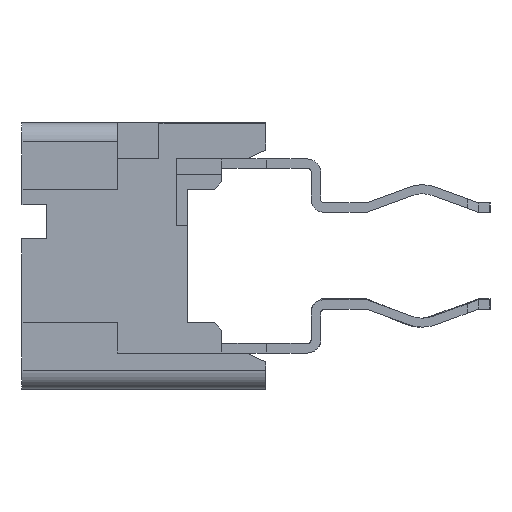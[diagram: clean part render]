
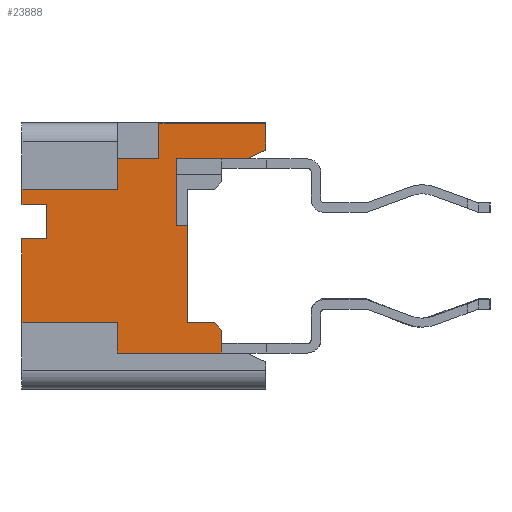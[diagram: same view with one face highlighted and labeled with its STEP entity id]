
A CAD part, left-side view. The second image highlights one B-rep face of the part: STEP entity #23888.
In plain terms, the highlighted planar face has unit normal (-1, 0, 0).
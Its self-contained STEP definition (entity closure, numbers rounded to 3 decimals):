
#27=DIRECTION('',(0.,0.,-1.));
#28=VECTOR('',#27,0.694);
#29=CARTESIAN_POINT('',(-14.875,0.,3.477));
#30=LINE('',#29,#28);
#89=DIRECTION('',(0.,1.,0.));
#90=VECTOR('',#89,0.7);
#91=CARTESIAN_POINT('',(-14.875,1.35,-1.75));
#92=LINE('',#91,#90);
#273=DIRECTION('',(0.,0.,1.));
#274=VECTOR('',#273,0.927);
#275=CARTESIAN_POINT('',(-14.875,2.8,2.55));
#276=LINE('',#275,#274);
#277=DIRECTION('',(0.,-1.,0.));
#278=VECTOR('',#277,2.8);
#279=CARTESIAN_POINT('',(-14.875,2.8,3.477));
#280=LINE('',#279,#278);
#281=DIRECTION('',(0.,0.,-1.));
#282=VECTOR('',#281,1.75);
#283=CARTESIAN_POINT('',(-14.875,2.35,2.55));
#284=LINE('',#283,#282);
#285=DIRECTION('',(0.,1.,0.));
#286=VECTOR('',#285,0.3);
#287=CARTESIAN_POINT('',(-14.875,2.05,0.8));
#288=LINE('',#287,#286);
#289=DIRECTION('',(0.,0.,-1.));
#290=VECTOR('',#289,2.55);
#291=CARTESIAN_POINT('',(-14.875,2.05,0.8));
#292=LINE('',#291,#290);
#293=DIRECTION('',(0.,-1.,0.));
#294=VECTOR('',#293,2.75);
#295=CARTESIAN_POINT('',(-14.875,3.9,-2.55));
#296=LINE('',#295,#294);
#297=DIRECTION('',(0.,0.,-1.));
#298=VECTOR('',#297,0.8);
#299=CARTESIAN_POINT('',(-14.875,3.9,-1.75));
#300=LINE('',#299,#298);
#301=DIRECTION('',(0.,1.,0.));
#302=VECTOR('',#301,2.5);
#303=CARTESIAN_POINT('',(-14.875,3.9,-1.75));
#304=LINE('',#303,#302);
#305=DIRECTION('',(0.,-1.,0.));
#306=VECTOR('',#305,0.65);
#307=CARTESIAN_POINT('',(-14.875,6.4,0.45));
#308=LINE('',#307,#306);
#309=DIRECTION('',(0.,0.,-1.));
#310=VECTOR('',#309,0.9);
#311=CARTESIAN_POINT('',(-14.875,5.75,1.35));
#312=LINE('',#311,#310);
#313=DIRECTION('',(0.,-1.,0.));
#314=VECTOR('',#313,0.65);
#315=CARTESIAN_POINT('',(-14.875,6.4,1.35));
#316=LINE('',#315,#314);
#317=DIRECTION('',(0.,-1.,0.));
#318=VECTOR('',#317,1.1);
#319=CARTESIAN_POINT('',(-14.875,3.9,2.55));
#320=LINE('',#319,#318);
#360=DIRECTION('',(0.,0.,-1.));
#361=VECTOR('',#360,0.8);
#362=CARTESIAN_POINT('',(-14.875,3.9,2.55));
#363=LINE('',#362,#361);
#680=DIRECTION('',(0.,0.,-1.));
#681=VECTOR('',#680,0.6);
#682=CARTESIAN_POINT('',(-14.875,1.15,-1.95));
#683=LINE('',#682,#681);
#932=DIRECTION('',(0.,-0.707,-0.707));
#933=VECTOR('',#932,0.283);
#934=CARTESIAN_POINT('',(-14.875,1.35,-1.75));
#935=LINE('',#934,#933);
#2928=DIRECTION('',(0.,1.,0.));
#2929=VECTOR('',#2928,2.5);
#2930=CARTESIAN_POINT('',(-14.875,3.9,1.75));
#2931=LINE('',#2930,#2929);
#3148=DIRECTION('',(0.,1.,0.));
#3149=VECTOR('',#3148,1.85);
#3150=CARTESIAN_POINT('',(-14.875,0.5,2.55));
#3151=LINE('',#3150,#3149);
#4234=DIRECTION('',(0.,0.906,-0.423));
#4235=VECTOR('',#4234,0.552);
#4236=CARTESIAN_POINT('',(-14.875,0.,2.783));
#4237=LINE('',#4236,#4235);
#4302=DIRECTION('',(0.,0.,1.));
#4303=VECTOR('',#4302,2.2);
#4304=CARTESIAN_POINT('',(-14.875,6.4,-1.75));
#4305=LINE('',#4304,#4303);
#4394=DIRECTION('',(0.,0.,1.));
#4395=VECTOR('',#4394,0.4);
#4396=CARTESIAN_POINT('',(-14.875,6.4,1.35));
#4397=LINE('',#4396,#4395);
#17923=CARTESIAN_POINT('',(-14.875,6.4,-1.75));
#17924=VERTEX_POINT('',#17923);
#17925=CARTESIAN_POINT('',(-14.875,6.4,1.75));
#17927=VERTEX_POINT('',#17925);
#17947=CARTESIAN_POINT('',(-14.875,6.4,0.45));
#17949=VERTEX_POINT('',#17947);
#17951=CARTESIAN_POINT('',(-14.875,6.4,1.35));
#17952=CARTESIAN_POINT('',(-14.875,5.75,1.35));
#17953=VERTEX_POINT('',#17951);
#17954=VERTEX_POINT('',#17952);
#17955=CARTESIAN_POINT('',(-14.875,5.75,0.45));
#17956=VERTEX_POINT('',#17955);
#18069=CARTESIAN_POINT('',(-14.875,3.9,-1.75));
#18070=VERTEX_POINT('',#18069);
#18071=CARTESIAN_POINT('',(-14.875,3.9,-2.55));
#18072=VERTEX_POINT('',#18071);
#18205=CARTESIAN_POINT('',(-14.875,2.05,0.8));
#18206=CARTESIAN_POINT('',(-14.875,2.05,-1.75));
#18207=VERTEX_POINT('',#18205);
#18208=VERTEX_POINT('',#18206);
#18467=CARTESIAN_POINT('',(-14.875,0.,3.477));
#18468=CARTESIAN_POINT('',(-14.875,0.,2.783));
#18469=VERTEX_POINT('',#18467);
#18470=VERTEX_POINT('',#18468);
#18499=CARTESIAN_POINT('',(-14.875,2.35,0.8));
#18500=VERTEX_POINT('',#18499);
#18507=CARTESIAN_POINT('',(-14.875,1.35,-1.75));
#18508=VERTEX_POINT('',#18507);
#18509=CARTESIAN_POINT('',(-14.875,1.15,-1.95));
#18510=VERTEX_POINT('',#18509);
#18511=CARTESIAN_POINT('',(-14.875,1.15,-2.55));
#18512=VERTEX_POINT('',#18511);
#18601=CARTESIAN_POINT('',(-14.875,3.9,2.55));
#18602=VERTEX_POINT('',#18601);
#18603=CARTESIAN_POINT('',(-14.875,2.8,2.55));
#18604=VERTEX_POINT('',#18603);
#18606=CARTESIAN_POINT('',(-14.875,3.9,1.75));
#18608=VERTEX_POINT('',#18606);
#18609=CARTESIAN_POINT('',(-14.875,0.5,2.55));
#18610=VERTEX_POINT('',#18609);
#18611=CARTESIAN_POINT('',(-14.875,2.35,2.55));
#18612=VERTEX_POINT('',#18611);
#18613=CARTESIAN_POINT('',(-14.875,2.8,3.477));
#18614=VERTEX_POINT('',#18613);
#23841=CARTESIAN_POINT('',(-14.875,0.,-1.75));
#23842=DIRECTION('',(-1.,0.,0.));
#23843=DIRECTION('',(0.,0.,1.));
#23844=AXIS2_PLACEMENT_3D('',#23841,#23842,#23843);
#23845=PLANE('',#23844);
#23847=ORIENTED_EDGE('',*,*,#23846,.T.);
#23849=ORIENTED_EDGE('',*,*,#23848,.T.);
#23850=ORIENTED_EDGE('',*,*,#23568,.T.);
#23852=ORIENTED_EDGE('',*,*,#23851,.T.);
#23854=ORIENTED_EDGE('',*,*,#23853,.T.);
#23856=ORIENTED_EDGE('',*,*,#23855,.T.);
#23858=ORIENTED_EDGE('',*,*,#23857,.F.);
#23860=ORIENTED_EDGE('',*,*,#23859,.T.);
#23861=ORIENTED_EDGE('',*,*,#23658,.F.);
#23863=ORIENTED_EDGE('',*,*,#23862,.T.);
#23865=ORIENTED_EDGE('',*,*,#23864,.T.);
#23867=ORIENTED_EDGE('',*,*,#23866,.F.);
#23868=ORIENTED_EDGE('',*,*,#23612,.F.);
#23869=ORIENTED_EDGE('',*,*,#23624,.T.);
#23871=ORIENTED_EDGE('',*,*,#23870,.T.);
#23873=ORIENTED_EDGE('',*,*,#23872,.T.);
#23875=ORIENTED_EDGE('',*,*,#23874,.F.);
#23877=ORIENTED_EDGE('',*,*,#23876,.F.);
#23879=ORIENTED_EDGE('',*,*,#23878,.T.);
#23881=ORIENTED_EDGE('',*,*,#23880,.F.);
#23883=ORIENTED_EDGE('',*,*,#23882,.F.);
#23885=ORIENTED_EDGE('',*,*,#23884,.T.);
#23886=EDGE_LOOP('',(#23847,#23849,#23850,#23852,#23854,#23856,#23858,#23860,
#23861,#23863,#23865,#23867,#23868,#23869,#23871,#23873,#23875,#23877,#23879,
#23881,#23883,#23885));
#23887=FACE_OUTER_BOUND('',#23886,.F.);
#23888=ADVANCED_FACE('',(#23887),#23845,.T.);
#23568=EDGE_CURVE('',#18469,#18470,#30,.T.);
#23612=EDGE_CURVE('',#18070,#18072,#300,.T.);
#23624=EDGE_CURVE('',#18070,#17924,#304,.T.);
#23658=EDGE_CURVE('',#18508,#18208,#92,.T.);
#23846=EDGE_CURVE('',#18604,#18614,#276,.T.);
#23848=EDGE_CURVE('',#18614,#18469,#280,.T.);
#23851=EDGE_CURVE('',#18470,#18610,#4237,.T.);
#23853=EDGE_CURVE('',#18610,#18612,#3151,.T.);
#23855=EDGE_CURVE('',#18612,#18500,#284,.T.);
#23857=EDGE_CURVE('',#18207,#18500,#288,.T.);
#23859=EDGE_CURVE('',#18207,#18208,#292,.T.);
#23862=EDGE_CURVE('',#18508,#18510,#935,.T.);
#23864=EDGE_CURVE('',#18510,#18512,#683,.T.);
#23866=EDGE_CURVE('',#18072,#18512,#296,.T.);
#23870=EDGE_CURVE('',#17924,#17949,#4305,.T.);
#23872=EDGE_CURVE('',#17949,#17956,#308,.T.);
#23874=EDGE_CURVE('',#17954,#17956,#312,.T.);
#23876=EDGE_CURVE('',#17953,#17954,#316,.T.);
#23878=EDGE_CURVE('',#17953,#17927,#4397,.T.);
#23880=EDGE_CURVE('',#18608,#17927,#2931,.T.);
#23882=EDGE_CURVE('',#18602,#18608,#363,.T.);
#23884=EDGE_CURVE('',#18602,#18604,#320,.T.);
